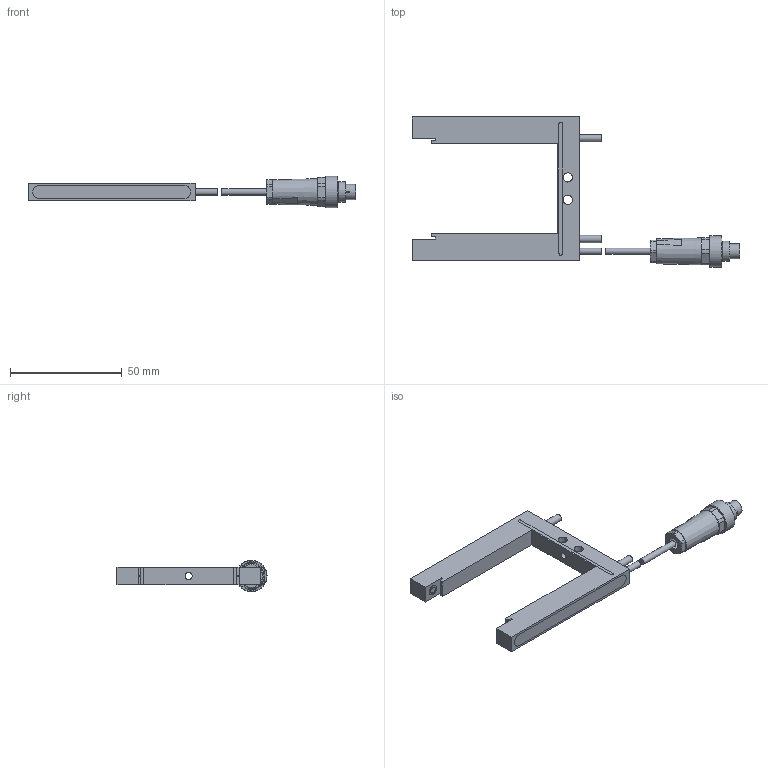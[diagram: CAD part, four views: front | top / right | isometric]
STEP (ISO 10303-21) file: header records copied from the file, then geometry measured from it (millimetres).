
FILE_DESCRIPTION(/* description */ (''),/* implementation_level */ '2;1');
FILE_NAME(/* name */ 'OGSI0308.stp',/* time_stamp */ '2016-10-07T13:29:54+02:00',/* author */ ('mitarbeiter'),/* organization */ (''),/* preprocessor_version */ 'ST-DEVELOPER v15.2',/* originating_system */ 'Autodesk Inventor 2014',/* authorisation */ '');
FILE_SCHEMA (('AUTOMOTIVE_DESIGN { 1 0 10303 214 3 1 1 }'));
Length unit declared in the file: millimetre
Products named in the file (1): OGSI0308
Bounding box: 146.3 x 67 x 14 mm (x, y, z)
Volume: 20685.1 mm3; surface area: 10814.8 mm2
Topology: 3 solids, 3 shells, 153 faces, 353 edges, 230 vertices
Faces by surface type: plane 73, cylinder 56, cone 11, sphere 10, bspline 2, torus 1
Full cylindrical faces by diameter (mm): 0.5 x8, 0.8 x2, 2.8 x2, 3.1 x1, 3.2 x2, 4.1 x2, 4.7 x2, 4.72 x2, 5.5 x1, 6 x1, 6.8 x1, 7.5 x1, 8 x1, 9 x2, 10 x2, 14 x1
Entity records: 4199 total; most frequent: CARTESIAN_POINT 804, DIRECTION 696, ORIENTED_EDGE 564, EDGE_CURVE 282, AXIS2_PLACEMENT_3D 282, EDGE_LOOP 231, VERTEX_POINT 207, STYLED_ITEM 156
